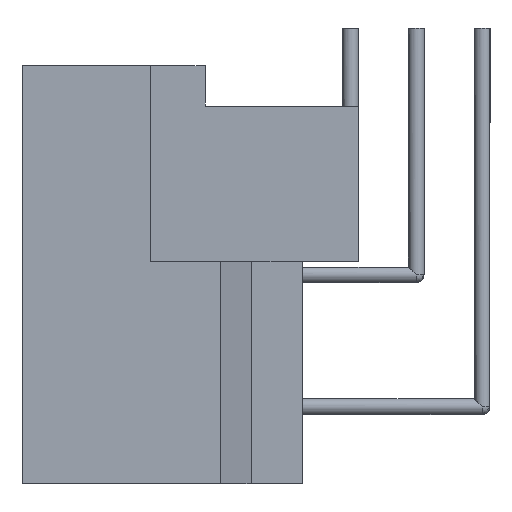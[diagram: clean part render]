
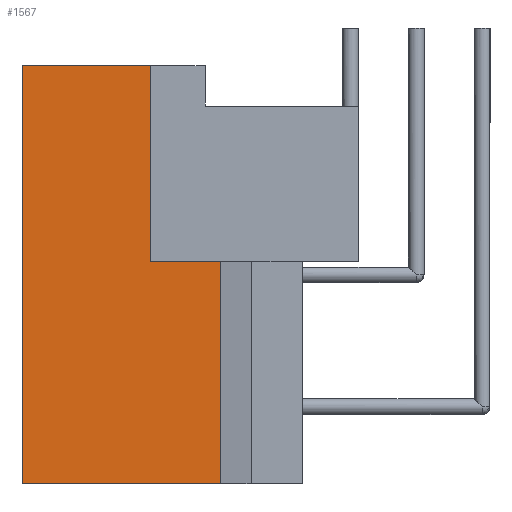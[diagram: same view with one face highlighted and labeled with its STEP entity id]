
A CAD part, left-side view. The second image highlights one B-rep face of the part: STEP entity #1567.
In plain terms, the highlighted planar face has unit normal (-1, 0, 0).
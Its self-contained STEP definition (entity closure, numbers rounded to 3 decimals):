
#392=LINE('',#8576,#506);
#400=LINE('',#8593,#514);
#403=LINE('',#8599,#517);
#406=LINE('',#8605,#520);
#407=LINE('',#8607,#521);
#408=LINE('',#8608,#522);
#506=VECTOR('',#6677,1.);
#514=VECTOR('',#6687,1.);
#517=VECTOR('',#6692,1.);
#520=VECTOR('',#6697,1.);
#521=VECTOR('',#6698,1.);
#522=VECTOR('',#6699,1.);
#1567=ADVANCED_FACE('',(#1902),#1713,.T.);
#1713=PLANE('',#5391);
#1902=FACE_OUTER_BOUND('',#2424,.T.);
#2424=EDGE_LOOP('',(#3335,#3336,#3337,#3338,#3339,#3340));
#3335=ORIENTED_EDGE('',*,*,#4366,.T.);
#3336=ORIENTED_EDGE('',*,*,#4363,.T.);
#3337=ORIENTED_EDGE('',*,*,#4369,.F.);
#3338=ORIENTED_EDGE('',*,*,#4370,.T.);
#3339=ORIENTED_EDGE('',*,*,#4355,.T.);
#3340=ORIENTED_EDGE('',*,*,#4371,.T.);
#3874=VERTEX_POINT('',#8575);
#3875=VERTEX_POINT('',#8577);
#3882=VERTEX_POINT('',#8592);
#3883=VERTEX_POINT('',#8594);
#3885=VERTEX_POINT('',#8600);
#3887=VERTEX_POINT('',#8606);
#4355=EDGE_CURVE('',#3875,#3874,#392,.T.);
#4363=EDGE_CURVE('',#3883,#3882,#400,.T.);
#4366=EDGE_CURVE('',#3885,#3883,#403,.T.);
#4369=EDGE_CURVE('',#3887,#3882,#406,.T.);
#4370=EDGE_CURVE('',#3887,#3875,#407,.T.);
#4371=EDGE_CURVE('',#3874,#3885,#408,.T.);
#5391=AXIS2_PLACEMENT_3D('',#8609,#6700,#6701);
#6677=DIRECTION('',(0.,0.,1.));
#6687=DIRECTION('',(0.,1.,0.));
#6692=DIRECTION('',(0.,0.,1.));
#6697=DIRECTION('',(0.,0.,1.));
#6698=DIRECTION('',(0.,-1.,0.));
#6699=DIRECTION('',(0.,1.,0.));
#6700=DIRECTION('',(-1.,0.,0.));
#6701=DIRECTION('',(0.,-1.,0.));
#8575=CARTESIAN_POINT('',(-43.7,-7.639,0.5));
#8576=CARTESIAN_POINT('',(-43.7,-7.639,-8.05));
#8577=CARTESIAN_POINT('',(-43.7,-7.639,-8.05));
#8592=CARTESIAN_POINT('',(-43.7,0.,8.05));
#8593=CARTESIAN_POINT('',(-43.7,-4.95,8.05));
#8594=CARTESIAN_POINT('',(-43.7,-4.95,8.05));
#8599=CARTESIAN_POINT('',(-43.7,-4.95,0.5));
#8600=CARTESIAN_POINT('',(-43.7,-4.95,0.5));
#8605=CARTESIAN_POINT('',(-43.7,0.,-8.05));
#8606=CARTESIAN_POINT('',(-43.7,0.,-8.05));
#8607=CARTESIAN_POINT('',(-43.7,0.,-8.05));
#8608=CARTESIAN_POINT('',(-43.7,-7.639,0.5));
#8609=CARTESIAN_POINT('',(-43.7,0.,-8.05));
